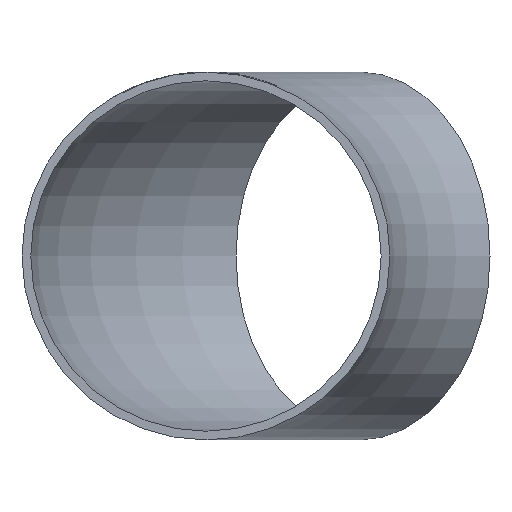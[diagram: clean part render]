
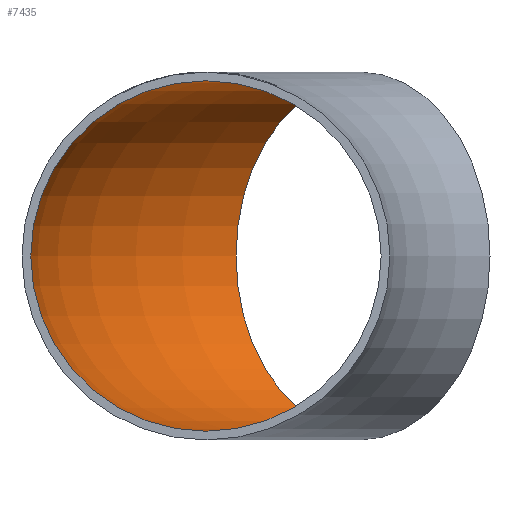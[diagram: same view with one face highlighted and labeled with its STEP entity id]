
A CAD part, front view. The second image highlights one B-rep face of the part: STEP entity #7435.
In plain terms, the highlighted toroidal (fillet/blend) face has major radius 120 mm and minor radius 40 mm.
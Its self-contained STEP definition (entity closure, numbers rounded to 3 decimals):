
#633 = AXIS2_PLACEMENT_3D ( 'NONE', #13877, #14314, #6295 ) ;
#1364 = ORIENTED_EDGE ( 'NONE', *, *, #5298, .T. ) ;
#1825 = TOROIDAL_SURFACE ( 'NONE', #7187, 120., 40. ) ;
#4291 = DIRECTION ( 'NONE',  ( -1., 0., 0. ) ) ;
#5298 = EDGE_CURVE ( 'NONE', #12480, #12480, #11928, .T. ) ;
#5658 = DIRECTION ( 'NONE',  ( -0.707, 0.707, 0. ) ) ;
#5860 = DIRECTION ( 'NONE',  ( 0., 0., -1. ) ) ;
#6295 = DIRECTION ( 'NONE',  ( 0., 0., 1. ) ) ;
#7001 = CIRCLE ( 'NONE', #633, 40. ) ;
#7187 = AXIS2_PLACEMENT_3D ( 'NONE', #7647, #5860, #4291 ) ;
#7435 = ADVANCED_FACE ( 'NONE', ( #13982, #12412 ), #1825, .F. ) ;
#7647 = CARTESIAN_POINT ( 'NONE',  ( 0., 0., 0. ) ) ;
#9068 = EDGE_LOOP ( 'NONE', ( #11949 ) ) ;
#10554 = EDGE_LOOP ( 'NONE', ( #1364 ) ) ;
#10934 = EDGE_CURVE ( 'NONE', #12369, #12369, #7001, .T. ) ;
#10982 = CARTESIAN_POINT ( 'NONE',  ( -120., 0., 40. ) ) ;
#11928 = CIRCLE ( 'NONE', #15972, 40. ) ;
#11949 = ORIENTED_EDGE ( 'NONE', *, *, #10934, .F. ) ;
#12369 = VERTEX_POINT ( 'NONE', #10982 ) ;
#12412 = FACE_OUTER_BOUND ( 'NONE', #9068, .T. ) ;
#12480 = VERTEX_POINT ( 'NONE', #20502 ) ;
#13877 = CARTESIAN_POINT ( 'NONE',  ( -120., 0., 0. ) ) ;
#13982 = FACE_OUTER_BOUND ( 'NONE', #10554, .T. ) ;
#14314 = DIRECTION ( 'NONE',  ( 0., 1., 0. ) ) ;
#15972 = AXIS2_PLACEMENT_3D ( 'NONE', #19915, #20117, #5658 ) ;
#19915 = CARTESIAN_POINT ( 'NONE',  ( -84.853, 84.853, 0. ) ) ;
#20117 = DIRECTION ( 'NONE',  ( 0.707, 0.707, 0. ) ) ;
#20502 = CARTESIAN_POINT ( 'NONE',  ( -113.137, 113.137, 0. ) ) ;
